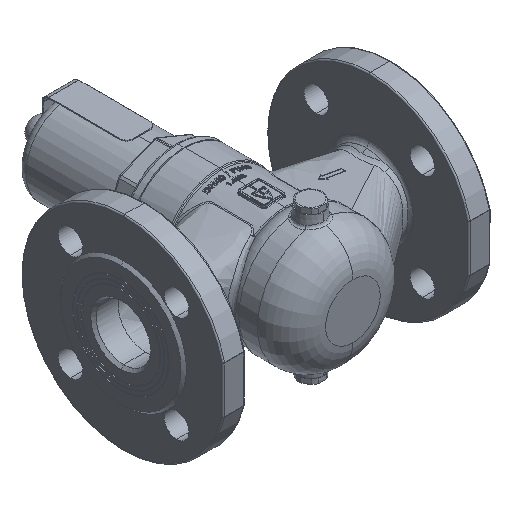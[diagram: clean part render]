
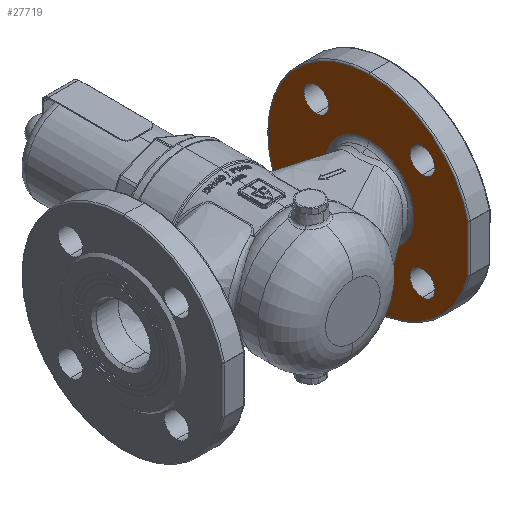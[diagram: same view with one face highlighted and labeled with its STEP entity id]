
A CAD part, isometric view. The second image highlights one B-rep face of the part: STEP entity #27719.
In plain terms, the highlighted planar face has unit normal (-1, 0, 0).
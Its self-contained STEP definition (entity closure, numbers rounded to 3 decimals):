
#427 = CARTESIAN_POINT ( 'NONE',  ( 82., 0., 0. ) ) ;
#429 = DIRECTION ( 'NONE',  ( 1., 0., 0. ) ) ;
#430 = DIRECTION ( 'NONE',  ( 0., 0., -1. ) ) ;
#4677 = EDGE_CURVE ( 'NONE', #37830, #38182, #60962, .T. ) ;
#4699 = EDGE_CURVE ( 'NONE', #37451, #37555, #61136, .T. ) ;
#12338 = CIRCLE ( 'NONE', #12341, 74. ) ;
#12341 = AXIS2_PLACEMENT_3D ( 'NONE', #20060, #20061, #20062 ) ;
#12359 = CIRCLE ( 'NONE', #12363, 74. ) ;
#12363 = AXIS2_PLACEMENT_3D ( 'NONE', #20100, #20101, #20102 ) ;
#15179 = CARTESIAN_POINT ( 'NONE',  ( 82., -72., -17.088 ) ) ;
#16849 = CARTESIAN_POINT ( 'NONE',  ( 82., 38.891, 29.891 ) ) ;
#16865 = CARTESIAN_POINT ( 'NONE',  ( 82., 38.891, -47.891 ) ) ;
#16870 = CARTESIAN_POINT ( 'NONE',  ( 82., 38.891, 47.891 ) ) ;
#16891 = CARTESIAN_POINT ( 'NONE',  ( 82., 0., -32.603 ) ) ;
#16917 = CARTESIAN_POINT ( 'NONE',  ( 82., -38.891, 29.891 ) ) ;
#16919 = CARTESIAN_POINT ( 'NONE',  ( 82., 0., -74. ) ) ;
#16921 = CARTESIAN_POINT ( 'NONE',  ( 82., 38.891, -29.891 ) ) ;
#17008 = CARTESIAN_POINT ( 'NONE',  ( 82., 0., 74. ) ) ;
#17028 = CARTESIAN_POINT ( 'NONE',  ( 82., -72., 17.088 ) ) ;
#17073 = CARTESIAN_POINT ( 'NONE',  ( 82., -38.891, -47.891 ) ) ;
#17182 = CARTESIAN_POINT ( 'NONE',  ( 82., 0., 32.603 ) ) ;
#17194 = CARTESIAN_POINT ( 'NONE',  ( 82., -38.891, 47.891 ) ) ;
#17297 = CARTESIAN_POINT ( 'NONE',  ( 82., -38.891, -29.891 ) ) ;
#20060 = CARTESIAN_POINT ( 'NONE',  ( 82., 0., 0. ) ) ;
#20061 = DIRECTION ( 'NONE',  ( -1., 0., 0. ) ) ;
#20062 = DIRECTION ( 'NONE',  ( 0., 0., 1. ) ) ;
#20100 = CARTESIAN_POINT ( 'NONE',  ( 82., 0., 0. ) ) ;
#20101 = DIRECTION ( 'NONE',  ( -1., 0., 0. ) ) ;
#20102 = DIRECTION ( 'NONE',  ( 0., 0., 1. ) ) ;
#26675 = AXIS2_PLACEMENT_3D ( 'NONE', #44422, #44425, #44428 ) ;
#27411 = EDGE_CURVE ( 'NONE', #37547, #38029, #75900, .T. ) ;
#27420 = EDGE_CURVE ( 'NONE', #37423, #37461, #75925, .T. ) ;
#27434 = EDGE_CURVE ( 'NONE', #38005, #37498, #75943, .T. ) ;
#27719 = ADVANCED_FACE ( 'NONE', ( #44363, #44369, #44374, #44379, #44361, #44366 ), #44372, .F. ) ;
#28130 = EDGE_CURVE ( 'NONE', #38182, #37830, #65036, .T. ) ;
#28134 = EDGE_CURVE ( 'NONE', #37461, #37423, #65039, .T. ) ;
#28146 = EDGE_CURVE ( 'NONE', #37551, #33518, #65048, .T. ) ;
#28153 = EDGE_CURVE ( 'NONE', #37498, #38005, #65055, .T. ) ;
#28155 = EDGE_CURVE ( 'NONE', #38029, #37547, #65054, .T. ) ;
#28193 = EDGE_CURVE ( 'NONE', #33518, #37745, #67275, .T. ) ;
#28200 = EDGE_CURVE ( 'NONE', #37555, #37451, #65086, .T. ) ;
#31739 = CARTESIAN_POINT ( 'NONE',  ( 82., -38.891, -38.891 ) ) ;
#31741 = DIRECTION ( 'NONE',  ( -1., 0., 0. ) ) ;
#31743 = DIRECTION ( 'NONE',  ( 0., 0., -1. ) ) ;
#31812 = CARTESIAN_POINT ( 'NONE',  ( 82., 38.891, -38.891 ) ) ;
#31814 = DIRECTION ( 'NONE',  ( -1., 0., 0. ) ) ;
#31816 = DIRECTION ( 'NONE',  ( 0., 0., -1. ) ) ;
#33518 = VERTEX_POINT ( 'NONE', #15179 ) ;
#34373 = ORIENTED_EDGE ( 'NONE', *, *, #4677, .F. ) ;
#34487 = ORIENTED_EDGE ( 'NONE', *, *, #27434, .T. ) ;
#34769 = ORIENTED_EDGE ( 'NONE', *, *, #27411, .F. ) ;
#34879 = ORIENTED_EDGE ( 'NONE', *, *, #38865, .T. ) ;
#34895 = ORIENTED_EDGE ( 'NONE', *, *, #28134, .F. ) ;
#34905 = ORIENTED_EDGE ( 'NONE', *, *, #28155, .F. ) ;
#34913 = ORIENTED_EDGE ( 'NONE', *, *, #28130, .F. ) ;
#34974 = ORIENTED_EDGE ( 'NONE', *, *, #28193, .T. ) ;
#35034 = ORIENTED_EDGE ( 'NONE', *, *, #38833, .T. ) ;
#35090 = ORIENTED_EDGE ( 'NONE', *, *, #28153, .T. ) ;
#35091 = ORIENTED_EDGE ( 'NONE', *, *, #4699, .F. ) ;
#35280 = ORIENTED_EDGE ( 'NONE', *, *, #27420, .F. ) ;
#35331 = ORIENTED_EDGE ( 'NONE', *, *, #28200, .F. ) ;
#35376 = ORIENTED_EDGE ( 'NONE', *, *, #28146, .T. ) ;
#35759 = EDGE_LOOP ( 'NONE', ( #34373, #34913 ) ) ;
#35833 = EDGE_LOOP ( 'NONE', ( #35090, #34487 ) ) ;
#35849 = EDGE_LOOP ( 'NONE', ( #35280, #34895 ) ) ;
#35892 = EDGE_LOOP ( 'NONE', ( #35091, #35331 ) ) ;
#36050 = EDGE_LOOP ( 'NONE', ( #34879, #35034, #35376, #34974 ) ) ;
#36073 = EDGE_LOOP ( 'NONE', ( #34769, #34905 ) ) ;
#37423 = VERTEX_POINT ( 'NONE', #16849 ) ;
#37451 = VERTEX_POINT ( 'NONE', #16865 ) ;
#37461 = VERTEX_POINT ( 'NONE', #16870 ) ;
#37498 = VERTEX_POINT ( 'NONE', #16891 ) ;
#37547 = VERTEX_POINT ( 'NONE', #16917 ) ;
#37551 = VERTEX_POINT ( 'NONE', #16919 ) ;
#37555 = VERTEX_POINT ( 'NONE', #16921 ) ;
#37711 = VERTEX_POINT ( 'NONE', #17008 ) ;
#37745 = VERTEX_POINT ( 'NONE', #17028 ) ;
#37830 = VERTEX_POINT ( 'NONE', #17073 ) ;
#38005 = VERTEX_POINT ( 'NONE', #17182 ) ;
#38029 = VERTEX_POINT ( 'NONE', #17194 ) ;
#38182 = VERTEX_POINT ( 'NONE', #17297 ) ;
#38833 = EDGE_CURVE ( 'NONE', #37711, #37551, #12338, .T. ) ;
#38865 = EDGE_CURVE ( 'NONE', #37745, #37711, #12359, .T. ) ;
#44361 = FACE_BOUND ( 'NONE', #35892, .T. ) ;
#44363 = FACE_BOUND ( 'NONE', #35833, .T. ) ;
#44366 = FACE_BOUND ( 'NONE', #36073, .T. ) ;
#44369 = FACE_BOUND ( 'NONE', #35849, .T. ) ;
#44372 = PLANE ( 'NONE',  #26675 ) ;
#44374 = FACE_BOUND ( 'NONE', #35759, .T. ) ;
#44379 = FACE_OUTER_BOUND ( 'NONE', #36050, .T. ) ;
#44422 = CARTESIAN_POINT ( 'NONE',  ( 82., 74., 0. ) ) ;
#44425 = DIRECTION ( 'NONE',  ( 1., 0., 0. ) ) ;
#44428 = DIRECTION ( 'NONE',  ( 0., 0., -1. ) ) ;
#60931 = AXIS2_PLACEMENT_3D ( 'NONE', #31739, #31741, #31743 ) ;
#60941 = AXIS2_PLACEMENT_3D ( 'NONE', #31812, #31814, #31816 ) ;
#60962 = CIRCLE ( 'NONE', #60931, 9. ) ;
#61136 = CIRCLE ( 'NONE', #60941, 9. ) ;
#65036 = CIRCLE ( 'NONE', #65037, 9. ) ;
#65037 = AXIS2_PLACEMENT_3D ( 'NONE', #66842, #66843, #66844 ) ;
#65039 = CIRCLE ( 'NONE', #65044, 9. ) ;
#65044 = AXIS2_PLACEMENT_3D ( 'NONE', #66858, #66859, #66860 ) ;
#65045 = AXIS2_PLACEMENT_3D ( 'NONE', #66932, #66933, #66934 ) ;
#65048 = CIRCLE ( 'NONE', #65045, 74. ) ;
#65054 = CIRCLE ( 'NONE', #65058, 9. ) ;
#65055 = CIRCLE ( 'NONE', #65057, 32.603 ) ;
#65057 = AXIS2_PLACEMENT_3D ( 'NONE', #66959, #66960, #66961 ) ;
#65058 = AXIS2_PLACEMENT_3D ( 'NONE', #66974, #66975, #66976 ) ;
#65079 = VECTOR ( 'NONE', #67277, 1000. ) ;
#65086 = CIRCLE ( 'NONE', #65088, 9. ) ;
#65088 = AXIS2_PLACEMENT_3D ( 'NONE', #67314, #67315, #67316 ) ;
#66842 = CARTESIAN_POINT ( 'NONE',  ( 82., -38.891, -38.891 ) ) ;
#66843 = DIRECTION ( 'NONE',  ( -1., 0., 0. ) ) ;
#66844 = DIRECTION ( 'NONE',  ( 0., 0., -1. ) ) ;
#66858 = CARTESIAN_POINT ( 'NONE',  ( 82., 38.891, 38.891 ) ) ;
#66859 = DIRECTION ( 'NONE',  ( -1., 0., 0. ) ) ;
#66860 = DIRECTION ( 'NONE',  ( 0., 0., -1. ) ) ;
#66932 = CARTESIAN_POINT ( 'NONE',  ( 82., 0., 0. ) ) ;
#66933 = DIRECTION ( 'NONE',  ( -1., 0., 0. ) ) ;
#66934 = DIRECTION ( 'NONE',  ( 0., 0., 1. ) ) ;
#66959 = CARTESIAN_POINT ( 'NONE',  ( 82., 0., 0. ) ) ;
#66960 = DIRECTION ( 'NONE',  ( 1., 0., 0. ) ) ;
#66961 = DIRECTION ( 'NONE',  ( 0., 0., -1. ) ) ;
#66974 = CARTESIAN_POINT ( 'NONE',  ( 82., -38.891, 38.891 ) ) ;
#66975 = DIRECTION ( 'NONE',  ( -1., 0., 0. ) ) ;
#66976 = DIRECTION ( 'NONE',  ( 0., 0., -1. ) ) ;
#67275 = LINE ( 'NONE', #67276, #65079 ) ;
#67276 = CARTESIAN_POINT ( 'NONE',  ( 82., -72., 0. ) ) ;
#67277 = DIRECTION ( 'NONE',  ( 0., 0., 1. ) ) ;
#67314 = CARTESIAN_POINT ( 'NONE',  ( 82., 38.891, -38.891 ) ) ;
#67315 = DIRECTION ( 'NONE',  ( -1., 0., 0. ) ) ;
#67316 = DIRECTION ( 'NONE',  ( 0., 0., -1. ) ) ;
#75900 = CIRCLE ( 'NONE', #75914, 9. ) ;
#75914 = AXIS2_PLACEMENT_3D ( 'NONE', #80727, #80728, #80729 ) ;
#75925 = CIRCLE ( 'NONE', #75929, 9. ) ;
#75929 = AXIS2_PLACEMENT_3D ( 'NONE', #80906, #80907, #80908 ) ;
#75943 = CIRCLE ( 'NONE', #75947, 32.603 ) ;
#75947 = AXIS2_PLACEMENT_3D ( 'NONE', #427, #429, #430 ) ;
#80727 = CARTESIAN_POINT ( 'NONE',  ( 82., -38.891, 38.891 ) ) ;
#80728 = DIRECTION ( 'NONE',  ( -1., 0., 0. ) ) ;
#80729 = DIRECTION ( 'NONE',  ( 0., 0., -1. ) ) ;
#80906 = CARTESIAN_POINT ( 'NONE',  ( 82., 38.891, 38.891 ) ) ;
#80907 = DIRECTION ( 'NONE',  ( -1., 0., 0. ) ) ;
#80908 = DIRECTION ( 'NONE',  ( 0., 0., -1. ) ) ;
